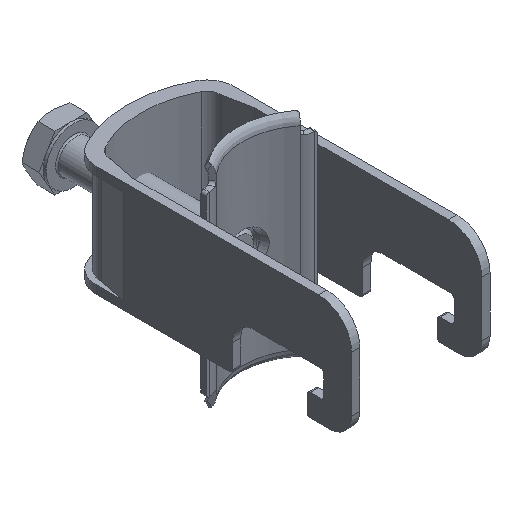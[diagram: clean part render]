
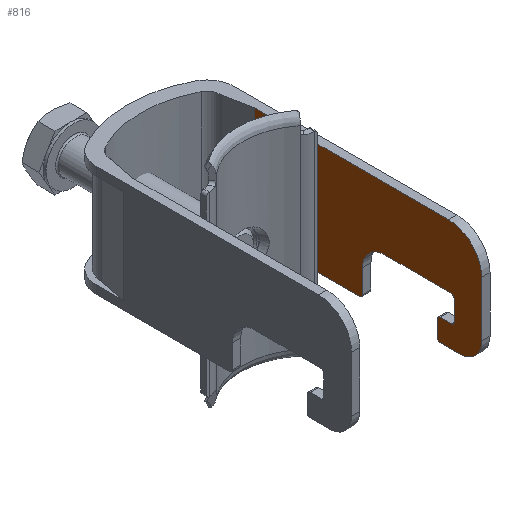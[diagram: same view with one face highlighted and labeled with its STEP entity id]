
A CAD part, isometric view. The second image highlights one B-rep face of the part: STEP entity #816.
In plain terms, the highlighted planar face has unit normal (-1, 0, 0).
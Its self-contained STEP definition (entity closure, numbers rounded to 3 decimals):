
#103 = EDGE_CURVE ( 'NONE', #2642, #2634, #3097, .T. ) ;
#125 = EDGE_CURVE ( 'NONE', #2697, #2683, #3131, .T. ) ;
#126 = EDGE_CURVE ( 'NONE', #2699, #2681, #3129, .T. ) ;
#127 = EDGE_CURVE ( 'NONE', #2685, #2642, #3138, .T. ) ;
#128 = EDGE_CURVE ( 'NONE', #2619, #2634, #3137, .T. ) ;
#129 = EDGE_CURVE ( 'NONE', #2618, #2619, #3135, .T. ) ;
#130 = EDGE_CURVE ( 'NONE', #2618, #2616, #3127, .T. ) ;
#131 = EDGE_CURVE ( 'NONE', #2621, #2616, #3140, .T. ) ;
#132 = EDGE_CURVE ( 'NONE', #2621, #2614, #3134, .T. ) ;
#133 = EDGE_CURVE ( 'NONE', #2617, #2614, #3157, .T. ) ;
#134 = EDGE_CURVE ( 'NONE', #2617, #2612, #3159, .T. ) ;
#135 = EDGE_CURVE ( 'NONE', #2612, #2611, #3152, .T. ) ;
#136 = EDGE_CURVE ( 'NONE', #2625, #2611, #3153, .T. ) ;
#137 = EDGE_CURVE ( 'NONE', #2625, #2610, #3156, .T. ) ;
#138 = EDGE_CURVE ( 'NONE', #2698, #2610, #3146, .T. ) ;
#196 = EDGE_CURVE ( 'NONE', #2683, #2681, #3164, .T. ) ;
#197 = EDGE_CURVE ( 'NONE', #2685, #2699, #3167, .T. ) ;
#212 = EDGE_CURVE ( 'NONE', #2698, #2697, #3248, .T. ) ;
#396 = AXIS2_PLACEMENT_3D ( 'NONE', #1921, #1922, #1923 ) ;
#397 = AXIS2_PLACEMENT_3D ( 'NONE', #1926, #1927, #1928 ) ;
#398 = AXIS2_PLACEMENT_3D ( 'NONE', #1930, #1931, #1932 ) ;
#399 = AXIS2_PLACEMENT_3D ( 'NONE', #1935, #1936, #1937 ) ;
#400 = AXIS2_PLACEMENT_3D ( 'NONE', #1940, #1941, #1942 ) ;
#401 = AXIS2_PLACEMENT_3D ( 'NONE', #1945, #1872, #1873 ) ;
#402 = AXIS2_PLACEMENT_3D ( 'NONE', #1868, #1869, #1866 ) ;
#403 = AXIS2_PLACEMENT_3D ( 'NONE', #1863, #1864, #1865 ) ;
#625 = CARTESIAN_POINT ( 'NONE',  ( 11., 53., 10. ) ) ;
#626 = DIRECTION ( 'NONE',  ( 0., 0., -1. ) ) ;
#627 = CARTESIAN_POINT ( 'NONE',  ( 11., 53., -10. ) ) ;
#628 = DIRECTION ( 'NONE',  ( 0., 1., 0. ) ) ;
#656 = CARTESIAN_POINT ( 'NONE',  ( 11., 53., 10. ) ) ;
#665 = DIRECTION ( 'NONE',  ( 0., 1., 0. ) ) ;
#816 = ADVANCED_FACE ( 'NONE', ( #2015 ), #3876, .T. ) ;
#1511 = AXIS2_PLACEMENT_3D ( 'NONE', #3869, #3878, #3879 ) ;
#1785 = CARTESIAN_POINT ( 'NONE',  ( 11., 53., 10. ) ) ;
#1787 = DIRECTION ( 'NONE',  ( 0., 1., 0. ) ) ;
#1863 = CARTESIAN_POINT ( 'NONE',  ( 11., 45.5, 9.5 ) ) ;
#1864 = DIRECTION ( 'NONE',  ( 1., 0., 0. ) ) ;
#1865 = DIRECTION ( 'NONE',  ( 0., -1., 0. ) ) ;
#1866 = DIRECTION ( 'NONE',  ( 0., -1., 0. ) ) ;
#1867 = CARTESIAN_POINT ( 'NONE',  ( 11., 45., 10. ) ) ;
#1868 = CARTESIAN_POINT ( 'NONE',  ( 11., 45.5, 6.5 ) ) ;
#1869 = DIRECTION ( 'NONE',  ( 1., 0., 0. ) ) ;
#1872 = DIRECTION ( 'NONE',  ( 1., 0., 0. ) ) ;
#1873 = DIRECTION ( 'NONE',  ( 0., -1., 0. ) ) ;
#1919 = CARTESIAN_POINT ( 'NONE',  ( 11., 12.015, -8.5 ) ) ;
#1920 = DIRECTION ( 'NONE',  ( 0., 0., 1. ) ) ;
#1921 = CARTESIAN_POINT ( 'NONE',  ( 11., 49., 6. ) ) ;
#1922 = DIRECTION ( 'NONE',  ( -1., 0., 0. ) ) ;
#1923 = DIRECTION ( 'NONE',  ( 0., -1., 0. ) ) ;
#1924 = CARTESIAN_POINT ( 'NONE',  ( 11., 31.5, 10. ) ) ;
#1925 = DIRECTION ( 'NONE',  ( 0., 0., 1. ) ) ;
#1926 = CARTESIAN_POINT ( 'NONE',  ( 11., 47., -4. ) ) ;
#1927 = DIRECTION ( 'NONE',  ( 1., 0., 0. ) ) ;
#1928 = DIRECTION ( 'NONE',  ( 0., -1., 0. ) ) ;
#1929 = DIRECTION ( 'NONE',  ( 0., -1., 0. ) ) ;
#1930 = CARTESIAN_POINT ( 'NONE',  ( 11., 31., 9.5 ) ) ;
#1931 = DIRECTION ( 'NONE',  ( 1., 0., 0. ) ) ;
#1932 = DIRECTION ( 'NONE',  ( 0., -1., 0. ) ) ;
#1933 = CARTESIAN_POINT ( 'NONE',  ( 11., 53., 1.25 ) ) ;
#1934 = DIRECTION ( 'NONE',  ( 0., 0., -1. ) ) ;
#1935 = CARTESIAN_POINT ( 'NONE',  ( 11., 35.497, 5.247 ) ) ;
#1936 = DIRECTION ( 'NONE',  ( 1., 0., 0. ) ) ;
#1937 = DIRECTION ( 'NONE',  ( 0., -1., 0. ) ) ;
#1938 = CARTESIAN_POINT ( 'NONE',  ( 11., 48., 10. ) ) ;
#1939 = DIRECTION ( 'NONE',  ( 0., -1., 0. ) ) ;
#1940 = CARTESIAN_POINT ( 'NONE',  ( 11., 47.4, 1.85 ) ) ;
#1941 = DIRECTION ( 'NONE',  ( 1., 0., 0. ) ) ;
#1942 = DIRECTION ( 'NONE',  ( 0., -1., 0. ) ) ;
#1943 = CARTESIAN_POINT ( 'NONE',  ( 11., 53., 6. ) ) ;
#1944 = DIRECTION ( 'NONE',  ( 0., 0., 1. ) ) ;
#1945 = CARTESIAN_POINT ( 'NONE',  ( 11., 47.6, 5.6 ) ) ;
#2015 = FACE_OUTER_BOUND ( 'NONE', #2422, .T. ) ;
#2422 = EDGE_LOOP ( 'NONE', ( #3347, #3348, #3349, #3343, #3340, #3339, #3371, #3386, #3385, #3384, #3383, #3376, #3378, #3379, #3381, #3380, #3382, #3373 ) ) ;
#2610 = VERTEX_POINT ( 'NONE', #4219 ) ;
#2611 = VERTEX_POINT ( 'NONE', #4220 ) ;
#2612 = VERTEX_POINT ( 'NONE', #4221 ) ;
#2614 = VERTEX_POINT ( 'NONE', #4223 ) ;
#2616 = VERTEX_POINT ( 'NONE', #4225 ) ;
#2617 = VERTEX_POINT ( 'NONE', #4226 ) ;
#2618 = VERTEX_POINT ( 'NONE', #4227 ) ;
#2619 = VERTEX_POINT ( 'NONE', #4228 ) ;
#2621 = VERTEX_POINT ( 'NONE', #4230 ) ;
#2625 = VERTEX_POINT ( 'NONE', #4234 ) ;
#2634 = VERTEX_POINT ( 'NONE', #4243 ) ;
#2642 = VERTEX_POINT ( 'NONE', #4251 ) ;
#2681 = VERTEX_POINT ( 'NONE', #4290 ) ;
#2683 = VERTEX_POINT ( 'NONE', #4292 ) ;
#2685 = VERTEX_POINT ( 'NONE', #4294 ) ;
#2697 = VERTEX_POINT ( 'NONE', #4306 ) ;
#2698 = VERTEX_POINT ( 'NONE', #4299 ) ;
#2699 = VERTEX_POINT ( 'NONE', #4307 ) ;
#3097 = LINE ( 'NONE', #1785, #3100 ) ;
#3100 = VECTOR ( 'NONE', #1787, 1000. ) ;
#3127 = CIRCLE ( 'NONE', #399, 3.997 ) ;
#3129 = CIRCLE ( 'NONE', #397, 6. ) ;
#3131 = CIRCLE ( 'NONE', #396, 4. ) ;
#3134 = CIRCLE ( 'NONE', #400, 0.6 ) ;
#3135 = LINE ( 'NONE', #1924, #3139 ) ;
#3136 = VECTOR ( 'NONE', #1920, 1000. ) ;
#3137 = CIRCLE ( 'NONE', #398, 0.5 ) ;
#3138 = LINE ( 'NONE', #1919, #3136 ) ;
#3139 = VECTOR ( 'NONE', #1925, 1000. ) ;
#3140 = LINE ( 'NONE', #1933, #3158 ) ;
#3146 = CIRCLE ( 'NONE', #403, 0.5 ) ;
#3147 = VECTOR ( 'NONE', #1944, 1000. ) ;
#3151 = VECTOR ( 'NONE', #1934, 1000. ) ;
#3152 = LINE ( 'NONE', #1943, #3154 ) ;
#3153 = CIRCLE ( 'NONE', #402, 0.5 ) ;
#3154 = VECTOR ( 'NONE', #1939, 1000. ) ;
#3156 = LINE ( 'NONE', #1867, #3147 ) ;
#3157 = LINE ( 'NONE', #1938, #3151 ) ;
#3158 = VECTOR ( 'NONE', #1929, 1000. ) ;
#3159 = CIRCLE ( 'NONE', #401, 0.4 ) ;
#3164 = LINE ( 'NONE', #625, #3236 ) ;
#3167 = LINE ( 'NONE', #627, #3169 ) ;
#3169 = VECTOR ( 'NONE', #628, 1000. ) ;
#3192 = VECTOR ( 'NONE', #665, 1000. ) ;
#3236 = VECTOR ( 'NONE', #626, 1000. ) ;
#3248 = LINE ( 'NONE', #656, #3192 ) ;
#3339 = ORIENTED_EDGE ( 'NONE', *, *, #127, .T. ) ;
#3340 = ORIENTED_EDGE ( 'NONE', *, *, #197, .F. ) ;
#3343 = ORIENTED_EDGE ( 'NONE', *, *, #126, .F. ) ;
#3347 = ORIENTED_EDGE ( 'NONE', *, *, #212, .T. ) ;
#3348 = ORIENTED_EDGE ( 'NONE', *, *, #125, .T. ) ;
#3349 = ORIENTED_EDGE ( 'NONE', *, *, #196, .T. ) ;
#3371 = ORIENTED_EDGE ( 'NONE', *, *, #103, .T. ) ;
#3373 = ORIENTED_EDGE ( 'NONE', *, *, #138, .F. ) ;
#3376 = ORIENTED_EDGE ( 'NONE', *, *, #132, .T. ) ;
#3378 = ORIENTED_EDGE ( 'NONE', *, *, #133, .F. ) ;
#3379 = ORIENTED_EDGE ( 'NONE', *, *, #134, .T. ) ;
#3380 = ORIENTED_EDGE ( 'NONE', *, *, #136, .F. ) ;
#3381 = ORIENTED_EDGE ( 'NONE', *, *, #135, .T. ) ;
#3382 = ORIENTED_EDGE ( 'NONE', *, *, #137, .T. ) ;
#3383 = ORIENTED_EDGE ( 'NONE', *, *, #131, .F. ) ;
#3384 = ORIENTED_EDGE ( 'NONE', *, *, #130, .T. ) ;
#3385 = ORIENTED_EDGE ( 'NONE', *, *, #129, .F. ) ;
#3386 = ORIENTED_EDGE ( 'NONE', *, *, #128, .F. ) ;
#3869 = CARTESIAN_POINT ( 'NONE',  ( 11., 53., 10. ) ) ;
#3876 = PLANE ( 'NONE',  #1511 ) ;
#3878 = DIRECTION ( 'NONE',  ( -1., 0., 0. ) ) ;
#3879 = DIRECTION ( 'NONE',  ( 0., -1., 0. ) ) ;
#4219 = CARTESIAN_POINT ( 'NONE',  ( 11., 45., 9.5 ) ) ;
#4220 = CARTESIAN_POINT ( 'NONE',  ( 11., 45.5, 6. ) ) ;
#4221 = CARTESIAN_POINT ( 'NONE',  ( 11., 47.6, 6. ) ) ;
#4223 = CARTESIAN_POINT ( 'NONE',  ( 11., 48., 1.85 ) ) ;
#4225 = CARTESIAN_POINT ( 'NONE',  ( 11., 35.497, 1.25 ) ) ;
#4226 = CARTESIAN_POINT ( 'NONE',  ( 11., 48., 5.6 ) ) ;
#4227 = CARTESIAN_POINT ( 'NONE',  ( 11., 31.5, 5.247 ) ) ;
#4228 = CARTESIAN_POINT ( 'NONE',  ( 11., 31.5, 9.5 ) ) ;
#4230 = CARTESIAN_POINT ( 'NONE',  ( 11., 47.4, 1.25 ) ) ;
#4234 = CARTESIAN_POINT ( 'NONE',  ( 11., 45., 6.5 ) ) ;
#4243 = CARTESIAN_POINT ( 'NONE',  ( 11., 31., 10. ) ) ;
#4251 = CARTESIAN_POINT ( 'NONE',  ( 11., 12.015, 10. ) ) ;
#4290 = CARTESIAN_POINT ( 'NONE',  ( 11., 53., -4. ) ) ;
#4292 = CARTESIAN_POINT ( 'NONE',  ( 11., 53., 6. ) ) ;
#4294 = CARTESIAN_POINT ( 'NONE',  ( 11., 12.015, -10. ) ) ;
#4299 = CARTESIAN_POINT ( 'NONE',  ( 11., 45.5, 10. ) ) ;
#4306 = CARTESIAN_POINT ( 'NONE',  ( 11., 49., 10. ) ) ;
#4307 = CARTESIAN_POINT ( 'NONE',  ( 11., 47., -10. ) ) ;
